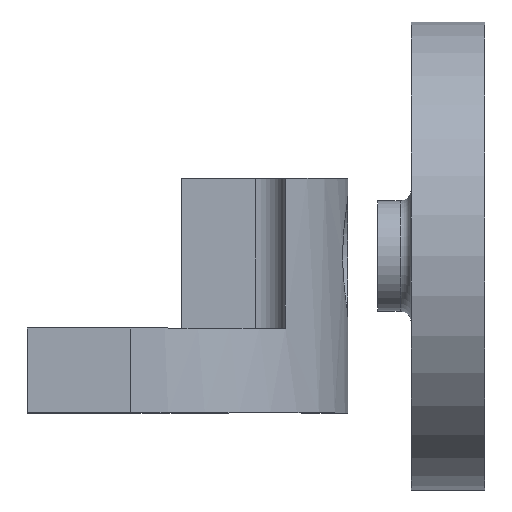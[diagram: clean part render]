
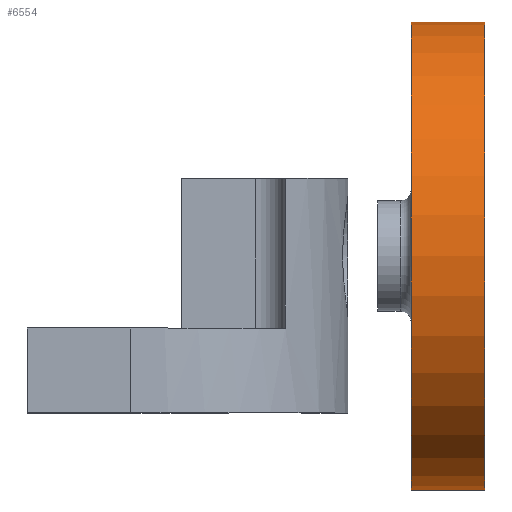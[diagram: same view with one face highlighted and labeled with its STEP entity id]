
A CAD part, top view. The second image highlights one B-rep face of the part: STEP entity #6554.
In plain terms, the highlighted cylindrical face has radius 63.5 mm (diameter 127 mm), a full revolution.
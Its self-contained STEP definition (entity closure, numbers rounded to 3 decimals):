
#4843=CARTESIAN_POINT('',(-223.834,186.15,823.14));
#4844=VERTEX_POINT('',#4843);
#4845=CARTESIAN_POINT('',(-223.834,122.65,823.14));
#4846=DIRECTION('',(1.,0.,-0.));
#4847=DIRECTION('',(-0.,1.,0.));
#4848=AXIS2_PLACEMENT_3D('',#4845,#4846,#4847);
#4849=CIRCLE('',#4848,63.5);
#4850=EDGE_CURVE('',#4844,#4844,#4849,.T.);
#5276=CARTESIAN_POINT('',(-243.834,59.15,823.14));
#5277=VERTEX_POINT('',#5276);
#5278=CARTESIAN_POINT('',(-243.834,186.15,823.14));
#5279=VERTEX_POINT('',#5278);
#5280=CARTESIAN_POINT('',(-243.834,122.65,823.14));
#5281=DIRECTION('',(-1.,-0.,0.));
#5282=DIRECTION('',(0.,-1.,0.));
#5283=AXIS2_PLACEMENT_3D('',#5280,#5281,#5282);
#5284=CIRCLE('',#5283,63.5);
#5285=EDGE_CURVE('',#5277,#5279,#5284,.T.);
#5287=CARTESIAN_POINT('',(-243.834,122.65,823.14));
#5288=DIRECTION('',(-1.,-0.,0.));
#5289=DIRECTION('',(0.,-1.,0.));
#5290=AXIS2_PLACEMENT_3D('',#5287,#5288,#5289);
#5291=CIRCLE('',#5290,63.5);
#5292=EDGE_CURVE('',#5279,#5277,#5291,.T.);
#6537=CARTESIAN_POINT('',(-273.834,122.65,823.14));
#6538=DIRECTION('',(1.,0.,-0.));
#6539=DIRECTION('',(-0.,1.,0.));
#6540=AXIS2_PLACEMENT_3D('',#6537,#6538,#6539);
#6541=CYLINDRICAL_SURFACE('',#6540,63.5);
#6542=CARTESIAN_POINT('',(-223.834,186.15,823.14));
#6543=DIRECTION('',(-1.,-0.,0.));
#6544=VECTOR('',#6543,20.);
#6545=LINE('',#6542,#6544);
#6546=EDGE_CURVE('',#4844,#5279,#6545,.T.);
#6547=ORIENTED_EDGE('',*,*,#6546,.T.);
#6548=ORIENTED_EDGE('',*,*,#5285,.F.);
#6549=ORIENTED_EDGE('',*,*,#5292,.F.);
#6550=ORIENTED_EDGE('',*,*,#6546,.F.);
#6551=ORIENTED_EDGE('',*,*,#4850,.F.);
#6552=EDGE_LOOP('',(#6547,#6548,#6549,#6550,#6551));
#6553=FACE_BOUND('',#6552,.T.);
#6554=ADVANCED_FACE('',(#6553),#6541,.T.);
